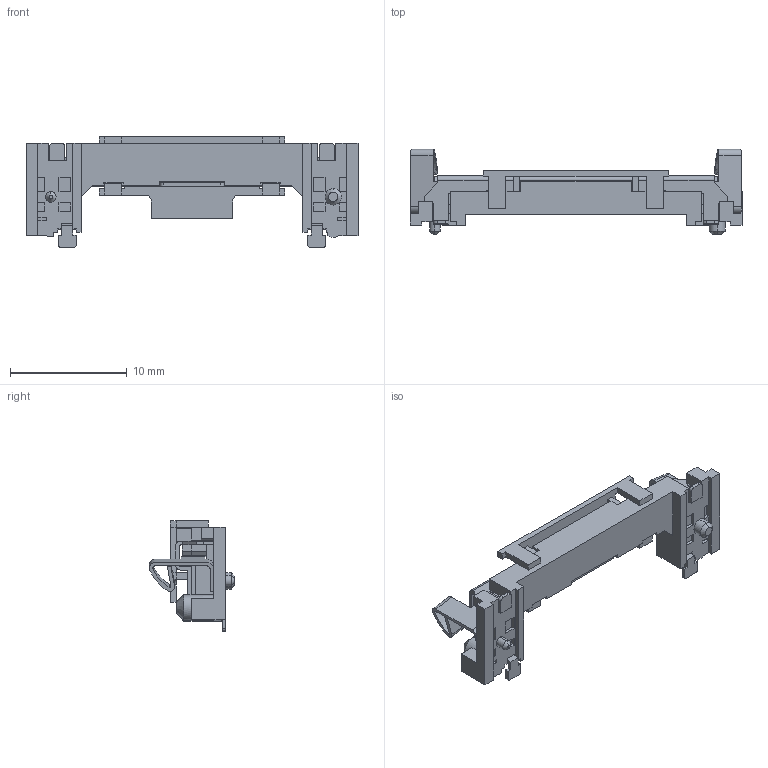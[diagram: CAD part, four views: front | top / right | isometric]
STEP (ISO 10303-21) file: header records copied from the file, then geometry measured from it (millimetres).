
FILE_DESCRIPTION (( 'STEP AP214' ), '1' );
FILE_NAME ('48099-5701.STEP', '2023-09-18T19:14:11', ( '' ), ( '' ), 'SwSTEP 2.0', 'SolidWorks 2021', '' );
FILE_SCHEMA (( 'AUTOMOTIVE_DESIGN' ));
Length unit declared in the file: millimetre
Products named in the file (1): 48099-5701
Bounding box: 28.45 x 7.3 x 9.46 mm (x, y, z)
Volume: 350.6 mm3; surface area: 1441.8 mm2
Topology: 2 solids, 2 shells, 462 faces, 1346 edges, 888 vertices
Faces by surface type: plane 397, cylinder 55, cone 10
Entity records: 15121 total; most frequent: CARTESIAN_POINT 2721, ORIENTED_EDGE 2692, DIRECTION 2396, EDGE_CURVE 1346, VECTOR 1214, LINE 1214, VERTEX_POINT 888, AXIS2_PLACEMENT_3D 591
